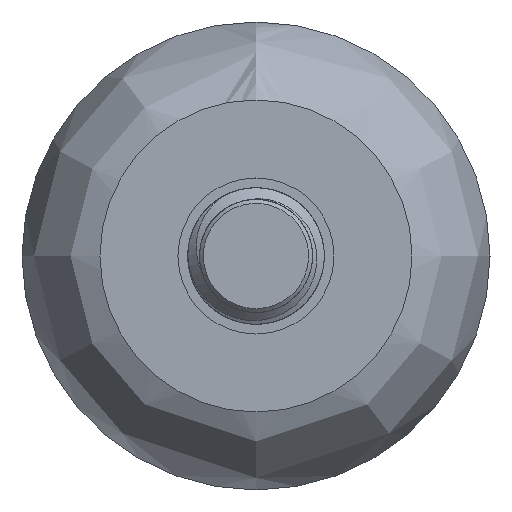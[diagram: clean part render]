
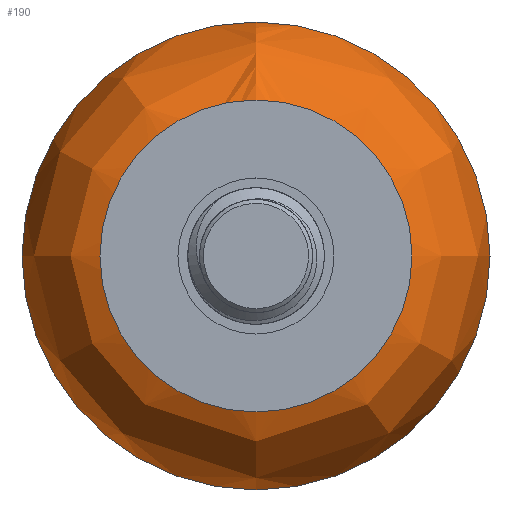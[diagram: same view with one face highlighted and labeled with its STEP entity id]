
A CAD part, left-side view. The second image highlights one B-rep face of the part: STEP entity #190.
In plain terms, the highlighted free-form (B-spline) face has degree [3, 3] with [4, 7] control points.
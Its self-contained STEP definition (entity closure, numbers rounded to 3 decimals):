
#144=(
BOUNDED_SURFACE()
B_SPLINE_SURFACE(3,3,((#613,#614,#615,#616,#617,#618,#619),(#620,#621,#622,
#623,#624,#625,#626),(#627,#628,#629,#630,#631,#632,#633),(#634,#635,#636,
#637,#638,#639,#640)),.UNSPECIFIED.,.F.,.T.,.F.)
B_SPLINE_SURFACE_WITH_KNOTS((4,4),(1,3,3,3,1),(0.,1.),(-0.5,0.,0.5,1.,1.5),
 .UNSPECIFIED.)
GEOMETRIC_REPRESENTATION_ITEM()
RATIONAL_B_SPLINE_SURFACE(((1.,0.333,0.333,1.,0.333,
0.333,1.),(0.843,0.281,0.281,
0.843,0.281,0.281,0.843),
(0.843,0.281,0.281,0.843,
0.281,0.281,0.843),(1.,0.333,
0.333,1.,0.333,0.333,1.)))
REPRESENTATION_ITEM('')
SURFACE()
);
#170=FACE_BOUND('',#247,.T.);
#171=FACE_BOUND('',#248,.T.);
#190=ADVANCED_FACE('',(#170,#171),#144,.T.);
#247=EDGE_LOOP('',(#287));
#248=EDGE_LOOP('',(#288));
#287=ORIENTED_EDGE('',*,*,#387,.T.);
#288=ORIENTED_EDGE('',*,*,#388,.F.);
#357=VERTEX_POINT('',#609);
#358=VERTEX_POINT('',#612);
#387=EDGE_CURVE('',#357,#357,#425,.T.);
#388=EDGE_CURVE('',#358,#358,#426,.T.);
#425=CIRCLE('',#453,6.);
#426=CIRCLE('',#455,3.5);
#453=AXIS2_PLACEMENT_3D('',#608,#514,#515);
#455=AXIS2_PLACEMENT_3D('',#611,#518,#519);
#514=DIRECTION('',(-1.,0.,0.));
#515=DIRECTION('',(0.,0.,1.));
#518=DIRECTION('',(-1.,0.,0.));
#519=DIRECTION('',(0.,0.,1.));
#608=CARTESIAN_POINT('',(3.858,0.,0.));
#609=CARTESIAN_POINT('',(3.858,0.,6.));
#611=CARTESIAN_POINT('',(0.9,0.,0.));
#612=CARTESIAN_POINT('',(0.9,0.,3.5));
#613=CARTESIAN_POINT('',(0.9,0.,3.5));
#614=CARTESIAN_POINT('',(0.9,7.,3.5));
#615=CARTESIAN_POINT('',(0.9,7.,-3.5));
#616=CARTESIAN_POINT('',(0.9,0.,-3.5));
#617=CARTESIAN_POINT('',(0.9,-7.,-3.5));
#618=CARTESIAN_POINT('',(0.9,-7.,3.5));
#619=CARTESIAN_POINT('',(0.9,0.,3.5));
#620=CARTESIAN_POINT('',(1.155,0.,5.011));
#621=CARTESIAN_POINT('',(1.155,10.022,5.011));
#622=CARTESIAN_POINT('',(1.155,10.022,-5.011));
#623=CARTESIAN_POINT('',(1.155,0.,-5.011));
#624=CARTESIAN_POINT('',(1.155,-10.022,-5.011));
#625=CARTESIAN_POINT('',(1.155,-10.022,5.011));
#626=CARTESIAN_POINT('',(1.155,0.,5.011));
#627=CARTESIAN_POINT('',(2.326,0.,6.));
#628=CARTESIAN_POINT('',(2.326,12.,6.));
#629=CARTESIAN_POINT('',(2.326,12.,-6.));
#630=CARTESIAN_POINT('',(2.326,0.,-6.));
#631=CARTESIAN_POINT('',(2.326,-12.,-6.));
#632=CARTESIAN_POINT('',(2.326,-12.,6.));
#633=CARTESIAN_POINT('',(2.326,0.,6.));
#634=CARTESIAN_POINT('',(3.858,0.,6.));
#635=CARTESIAN_POINT('',(3.858,12.,6.));
#636=CARTESIAN_POINT('',(3.858,12.,-6.));
#637=CARTESIAN_POINT('',(3.858,0.,-6.));
#638=CARTESIAN_POINT('',(3.858,-12.,-6.));
#639=CARTESIAN_POINT('',(3.858,-12.,6.));
#640=CARTESIAN_POINT('',(3.858,0.,6.));
